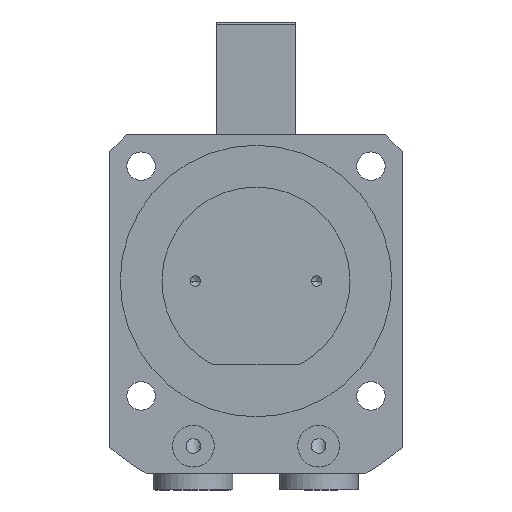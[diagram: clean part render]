
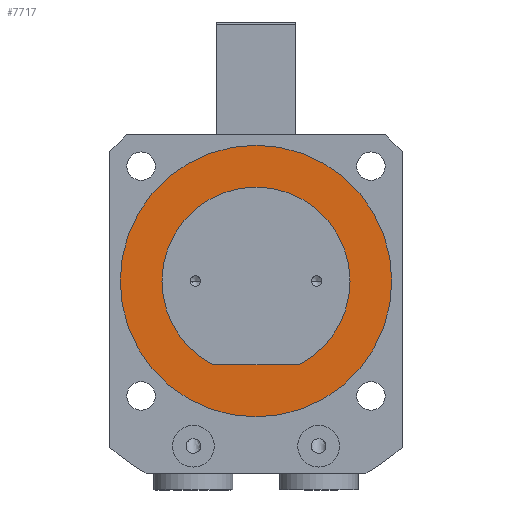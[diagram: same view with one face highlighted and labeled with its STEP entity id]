
A CAD part, front view. The second image highlights one B-rep face of the part: STEP entity #7717.
In plain terms, the highlighted planar face has unit normal (0, -1, 0).
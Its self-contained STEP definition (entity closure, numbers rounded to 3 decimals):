
#145 = CARTESIAN_POINT ( 'NONE',  ( -20., -7., 0. ) ) ;
#265 = CARTESIAN_POINT ( 'NONE',  ( 0., -7., 0. ) ) ;
#357 = ORIENTED_EDGE ( 'NONE', *, *, #6906, .F. ) ;
#411 = ORIENTED_EDGE ( 'NONE', *, *, #4253, .T. ) ;
#516 = DIRECTION ( 'NONE',  ( 0., -1., 0. ) ) ;
#668 = EDGE_CURVE ( 'NONE', #8443, #4375, #1974, .T. ) ;
#737 = AXIS2_PLACEMENT_3D ( 'NONE', #4709, #516, #5412 ) ;
#879 = ORIENTED_EDGE ( 'NONE', *, *, #668, .T. ) ;
#957 = AXIS2_PLACEMENT_3D ( 'NONE', #3217, #8106, #3933 ) ;
#966 = DIRECTION ( 'NONE',  ( 0., 0., -1. ) ) ;
#981 = VERTEX_POINT ( 'NONE', #2815 ) ;
#1133 = PLANE ( 'NONE',  #8535 ) ;
#1143 = ORIENTED_EDGE ( 'NONE', *, *, #2021, .F. ) ;
#1517 = CARTESIAN_POINT ( 'NONE',  ( -20., -7., 10.308 ) ) ;
#1605 = CARTESIAN_POINT ( 'NONE',  ( -20., -7., -10.308 ) ) ;
#1813 = DIRECTION ( 'NONE',  ( 0., 0., -1. ) ) ;
#1880 = EDGE_LOOP ( 'NONE', ( #879, #411 ) ) ;
#1974 = CIRCLE ( 'NONE', #957, 32.5 ) ;
#2021 = EDGE_CURVE ( 'NONE', #3434, #2675, #6530, .T. ) ;
#2166 = CARTESIAN_POINT ( 'NONE',  ( 0., -7., 32.5 ) ) ;
#2498 = DIRECTION ( 'NONE',  ( 0., -1., 0. ) ) ;
#2675 = VERTEX_POINT ( 'NONE', #1605 ) ;
#2763 = AXIS2_PLACEMENT_3D ( 'NONE', #6676, #2498, #7366 ) ;
#2801 = VECTOR ( 'NONE', #6411, 1000. ) ;
#2815 = CARTESIAN_POINT ( 'NONE',  ( 0., -7., -22.5 ) ) ;
#3045 = CARTESIAN_POINT ( 'NONE',  ( 0., -7., -32.5 ) ) ;
#3208 = CARTESIAN_POINT ( 'NONE',  ( 0., -7., 0. ) ) ;
#3217 = CARTESIAN_POINT ( 'NONE',  ( 0., -7., 0. ) ) ;
#3434 = VERTEX_POINT ( 'NONE', #1517 ) ;
#3570 = EDGE_CURVE ( 'NONE', #981, #8352, #8730, .T. ) ;
#3903 = CIRCLE ( 'NONE', #737, 32.5 ) ;
#3923 = DIRECTION ( 'NONE',  ( 0., 0., -1. ) ) ;
#3933 = DIRECTION ( 'NONE',  ( 0., 0., -1. ) ) ;
#4253 = EDGE_CURVE ( 'NONE', #4375, #8443, #3903, .T. ) ;
#4375 = VERTEX_POINT ( 'NONE', #2166 ) ;
#4382 = AXIS2_PLACEMENT_3D ( 'NONE', #3208, #8098, #3923 ) ;
#4709 = CARTESIAN_POINT ( 'NONE',  ( 0., -7., 0. ) ) ;
#4800 = ORIENTED_EDGE ( 'NONE', *, *, #3570, .F. ) ;
#5165 = DIRECTION ( 'NONE',  ( 0., -1., 0. ) ) ;
#5412 = DIRECTION ( 'NONE',  ( 0., 0., -1. ) ) ;
#6006 = DIRECTION ( 'NONE',  ( 0., -1., 0. ) ) ;
#6127 = ORIENTED_EDGE ( 'NONE', *, *, #7140, .F. ) ;
#6138 = AXIS2_PLACEMENT_3D ( 'NONE', #265, #5165, #966 ) ;
#6411 = DIRECTION ( 'NONE',  ( 0., 0., -1. ) ) ;
#6530 = LINE ( 'NONE', #145, #2801 ) ;
#6544 = CIRCLE ( 'NONE', #4382, 22.5 ) ;
#6676 = CARTESIAN_POINT ( 'NONE',  ( 0., -7., 0. ) ) ;
#6906 = EDGE_CURVE ( 'NONE', #2675, #981, #6544, .T. ) ;
#6943 = FACE_BOUND ( 'NONE', #8306, .T. ) ;
#7140 = EDGE_CURVE ( 'NONE', #8352, #3434, #8512, .T. ) ;
#7366 = DIRECTION ( 'NONE',  ( 0., 0., -1. ) ) ;
#7717 = ADVANCED_FACE ( 'NONE', ( #8607, #6943 ), #1133, .T. ) ;
#8098 = DIRECTION ( 'NONE',  ( 0., -1., 0. ) ) ;
#8106 = DIRECTION ( 'NONE',  ( 0., -1., 0. ) ) ;
#8306 = EDGE_LOOP ( 'NONE', ( #1143, #6127, #4800, #357 ) ) ;
#8352 = VERTEX_POINT ( 'NONE', #8534 ) ;
#8443 = VERTEX_POINT ( 'NONE', #3045 ) ;
#8512 = CIRCLE ( 'NONE', #2763, 22.5 ) ;
#8534 = CARTESIAN_POINT ( 'NONE',  ( 0., -7., 22.5 ) ) ;
#8535 = AXIS2_PLACEMENT_3D ( 'NONE', #8770, #6006, #1813 ) ;
#8607 = FACE_OUTER_BOUND ( 'NONE', #1880, .T. ) ;
#8730 = CIRCLE ( 'NONE', #6138, 22.5 ) ;
#8770 = CARTESIAN_POINT ( 'NONE',  ( 0., -7., 0. ) ) ;
